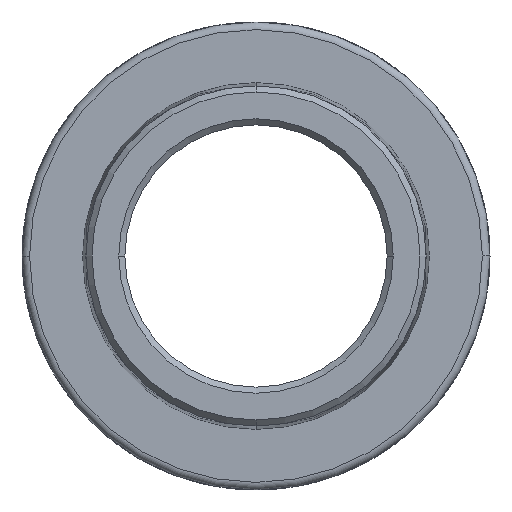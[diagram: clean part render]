
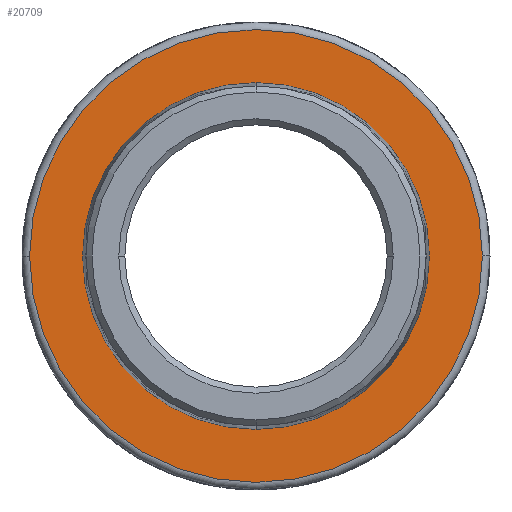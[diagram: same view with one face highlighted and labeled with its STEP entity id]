
A CAD part, front view. The second image highlights one B-rep face of the part: STEP entity #20709.
In plain terms, the highlighted planar face has unit normal (0, -1, 0).
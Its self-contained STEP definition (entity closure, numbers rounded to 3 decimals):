
#57=CARTESIAN_POINT('',(0.,-32.,0.));
#58=DIRECTION('',(0.,1.,0.));
#59=DIRECTION('',(1.,0.,-0.001));
#60=AXIS2_PLACEMENT_3D('',#57,#58,#59);
#62=CARTESIAN_POINT('',(0.,-32.,0.));
#63=DIRECTION('',(0.,1.,0.));
#64=DIRECTION('',(-1.,0.,0.001));
#65=AXIS2_PLACEMENT_3D('',#62,#63,#64);
#67=CARTESIAN_POINT('',(0.,-32.,0.));
#68=DIRECTION('',(0.,-1.,0.));
#69=DIRECTION('',(0.,0.,1.));
#70=AXIS2_PLACEMENT_3D('',#67,#68,#69);
#72=CARTESIAN_POINT('',(0.,-32.,0.));
#73=DIRECTION('',(0.,-1.,0.));
#74=DIRECTION('',(0.,0.,-1.));
#75=AXIS2_PLACEMENT_3D('',#72,#73,#74);
#77=CARTESIAN_POINT('',(74.25,-32.,-0.049));
#78=CARTESIAN_POINT('',(74.25,-32.,-0.033));
#79=CARTESIAN_POINT('',(74.25,-32.,-0.016));
#80=CARTESIAN_POINT('',(74.25,-32.,0.));
#97=CARTESIAN_POINT('',(-74.25,-32.,0.049));
#98=CARTESIAN_POINT('',(-74.25,-32.,0.032));
#99=CARTESIAN_POINT('',(-74.25,-32.,0.016));
#100=CARTESIAN_POINT('',(-74.25,-32.,0.));
#16783=CARTESIAN_POINT('',(74.25,-32.,-0.049));
#16784=CARTESIAN_POINT('',(-74.25,-32.,0.));
#16785=VERTEX_POINT('',#16783);
#16786=VERTEX_POINT('',#16784);
#16787=VERTEX_POINT('',#80);
#16788=CARTESIAN_POINT('',(-74.25,-32.,0.049));
#16789=VERTEX_POINT('',#16788);
#16790=CARTESIAN_POINT('',(0.,-32.,56.878));
#16791=CARTESIAN_POINT('',(0.,-32.,-56.878));
#16792=VERTEX_POINT('',#16790);
#16793=VERTEX_POINT('',#16791);
#20690=CARTESIAN_POINT('',(0.,-32.,0.));
#20691=DIRECTION('',(0.,1.,0.));
#20692=DIRECTION('',(1.,0.,0.));
#20693=AXIS2_PLACEMENT_3D('',#20690,#20691,#20692);
#20694=PLANE('',#20693);
#20696=ORIENTED_EDGE('',*,*,#20695,.F.);
#20698=ORIENTED_EDGE('',*,*,#20697,.T.);
#20700=ORIENTED_EDGE('',*,*,#20699,.F.);
#20702=ORIENTED_EDGE('',*,*,#20701,.T.);
#20703=EDGE_LOOP('',(#20696,#20698,#20700,#20702));
#20704=FACE_OUTER_BOUND('',#20703,.F.);
#20705=ORIENTED_EDGE('',*,*,#20670,.T.);
#20706=ORIENTED_EDGE('',*,*,#20684,.T.);
#20707=EDGE_LOOP('',(#20705,#20706));
#20708=FACE_BOUND('',#20707,.F.);
#20709=ADVANCED_FACE('',(#20704,#20708),#20694,.F.);
#61=CIRCLE('',#60,74.25);
#66=CIRCLE('',#65,74.25);
#71=CIRCLE('',#70,56.878);
#76=CIRCLE('',#75,56.878);
#81=B_SPLINE_CURVE_WITH_KNOTS('',3,(#77,#78,#79,#80),.UNSPECIFIED.,.F.,.F.,(4,
4),(0.,1.),.UNSPECIFIED.);
#101=B_SPLINE_CURVE_WITH_KNOTS('',3,(#97,#98,#99,#100),.UNSPECIFIED.,.F.,.F.,(4,
4),(0.,1.),.UNSPECIFIED.);
#20670=EDGE_CURVE('',#16792,#16793,#71,.T.);
#20684=EDGE_CURVE('',#16793,#16792,#76,.T.);
#20695=EDGE_CURVE('',#16785,#16787,#81,.T.);
#20697=EDGE_CURVE('',#16785,#16786,#61,.T.);
#20699=EDGE_CURVE('',#16789,#16786,#101,.T.);
#20701=EDGE_CURVE('',#16789,#16787,#66,.T.);
